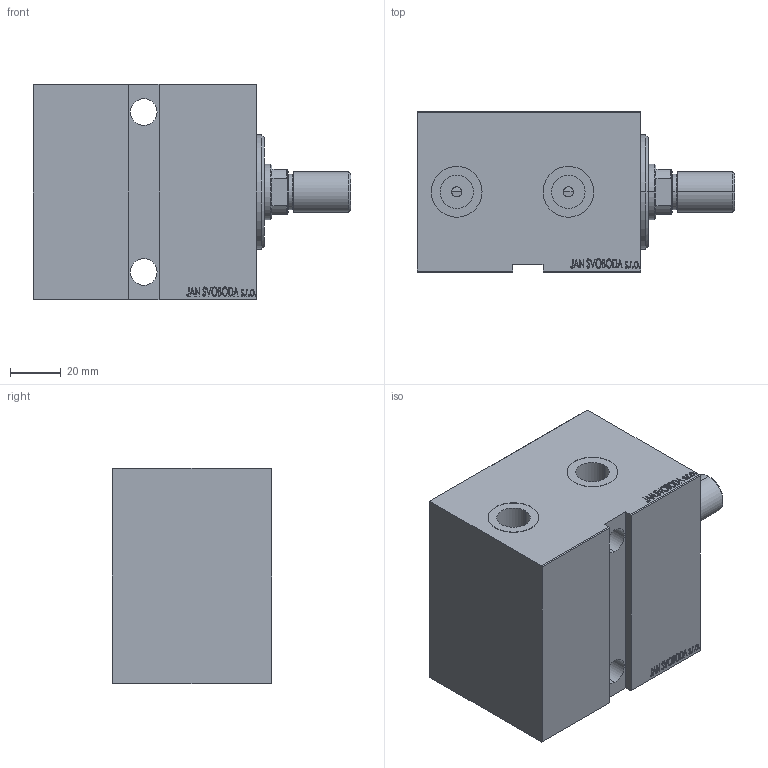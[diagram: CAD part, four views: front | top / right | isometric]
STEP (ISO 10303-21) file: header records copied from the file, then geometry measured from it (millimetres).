
FILE_DESCRIPTION (( 'STEP AP203' ), '1' );
FILE_NAME ('afb9.STEP', '2024-02-11T10:19:21', ( '' ), ( '' ), 'SwSTEP 2.0', 'SolidWorks 2019', '' );
FILE_SCHEMA (( 'CONFIG_CONTROL_DESIGN' ));
Length unit declared in the file: millimetre
Products named in the file (5): V450CM_MALE_METRIC 84ca873b7f64baeb15b42ca7ef47782a; afb9; V450CM_E_Body 84ca873b7f64baeb15b42ca7ef47782a; V450CM_E_VCP 84ca873b7f64baeb15b42ca7ef47782a; V450CM_VC_B 84ca873b7f64baeb15b42ca7ef47782a
Assembly tree (4 placements, depth 2):
  afb9
    V450CM_E_Body 84ca873b7f64baeb15b42ca7ef47782a
    V450CM_E_VCP 84ca873b7f64baeb15b42ca7ef47782a
    V450CM_VC_B 84ca873b7f64baeb15b42ca7ef47782a
    V450CM_MALE_METRIC 84ca873b7f64baeb15b42ca7ef47782a
Bounding box: 125 x 63 x 85 mm (x, y, z)
Volume: 442975.8 mm3; surface area: 73451.6 mm2
Topology: 4 solids, 4 shells, 860 faces, 2206 edges, 1461 vertices
Faces by surface type: plane 412, bspline 380, cylinder 48, cone 18, torus 2
Entity records: 43413 total; most frequent: CARTESIAN_POINT 24500, ORIENTED_EDGE 4408, DIRECTION 2524, EDGE_CURVE 2204, VERTEX_POINT 1461, LINE 1314, VECTOR 1314, EDGE_LOOP 979
